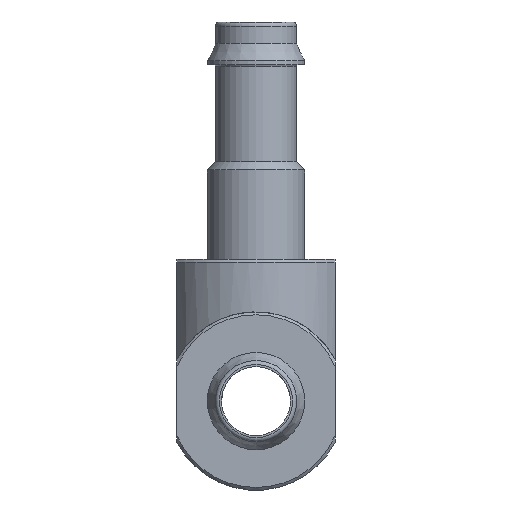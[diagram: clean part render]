
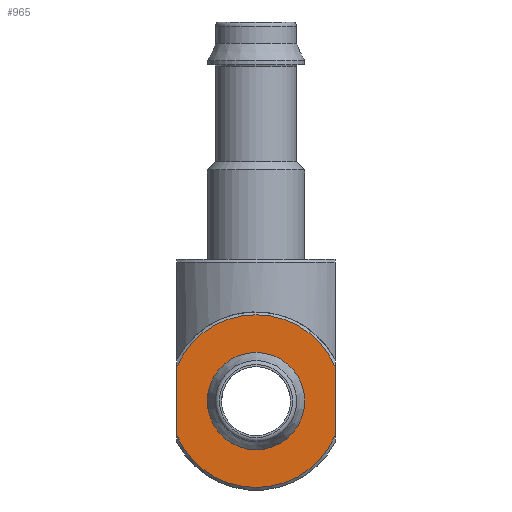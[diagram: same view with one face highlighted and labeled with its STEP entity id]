
A CAD part, left-side view. The second image highlights one B-rep face of the part: STEP entity #965.
In plain terms, the highlighted planar face has unit normal (-1, 0, 0).
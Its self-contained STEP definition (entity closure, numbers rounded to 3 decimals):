
#50=PLANE('',#1028);
#67=LINE('',#1361,#83);
#68=LINE('',#1366,#84);
#83=VECTOR('',#1149,1000.);
#84=VECTOR('',#1152,1000.);
#113=ORIENTED_EDGE('',*,*,#267,.T.);
#114=ORIENTED_EDGE('',*,*,#268,.F.);
#115=ORIENTED_EDGE('',*,*,#269,.T.);
#116=ORIENTED_EDGE('',*,*,#270,.F.);
#117=ORIENTED_EDGE('',*,*,#271,.F.);
#267=EDGE_CURVE('',#344,#345,#67,.T.);
#268=EDGE_CURVE('',#346,#345,#397,.T.);
#269=EDGE_CURVE('',#346,#347,#68,.T.);
#270=EDGE_CURVE('',#344,#347,#398,.T.);
#271=EDGE_CURVE('',#348,#348,#399,.F.);
#344=VERTEX_POINT('',#1362);
#345=VERTEX_POINT('',#1363);
#346=VERTEX_POINT('',#1365);
#347=VERTEX_POINT('',#1367);
#348=VERTEX_POINT('',#1370);
#397=CIRCLE('',#1029,4.259);
#398=CIRCLE('',#1030,4.259);
#399=CIRCLE('',#1031,2.4);
#442=EDGE_LOOP('',(#113,#114,#115,#116));
#443=EDGE_LOOP('',(#117));
#526=FACE_BOUND('',#442,.T.);
#527=FACE_BOUND('',#443,.T.);
#965=ADVANCED_FACE('',(#526,#527),#50,.F.);
#1028=AXIS2_PLACEMENT_3D('',#1360,#1147,#1148);
#1029=AXIS2_PLACEMENT_3D('',#1364,#1150,#1151);
#1030=AXIS2_PLACEMENT_3D('',#1368,#1153,#1154);
#1031=AXIS2_PLACEMENT_3D('',#1369,#1155,#1156);
#1147=DIRECTION('',(1.,0.,0.));
#1148=DIRECTION('',(0.,0.,-1.));
#1149=DIRECTION('',(0.,0.,-1.));
#1150=DIRECTION('',(1.,0.,0.));
#1151=DIRECTION('',(0.,0.,-1.));
#1152=DIRECTION('',(0.,0.,1.));
#1153=DIRECTION('',(1.,0.,0.));
#1154=DIRECTION('',(0.,0.,-1.));
#1155=DIRECTION('',(1.,0.,0.));
#1156=DIRECTION('',(0.,0.,-1.));
#1360=CARTESIAN_POINT('',(-7.,0.,0.));
#1361=CARTESIAN_POINT('',(-7.,3.9,7.));
#1362=CARTESIAN_POINT('',(-7.,3.9,1.71));
#1363=CARTESIAN_POINT('',(-7.,3.9,-1.71));
#1364=CARTESIAN_POINT('',(-7.,0.,0.));
#1365=CARTESIAN_POINT('',(-7.,-3.9,-1.71));
#1366=CARTESIAN_POINT('',(-7.,-3.9,-8.6));
#1367=CARTESIAN_POINT('',(-7.,-3.9,1.71));
#1368=CARTESIAN_POINT('',(-7.,0.,0.));
#1369=CARTESIAN_POINT('',(-7.,0.,0.));
#1370=CARTESIAN_POINT('',(-7.,0.,-2.4));
